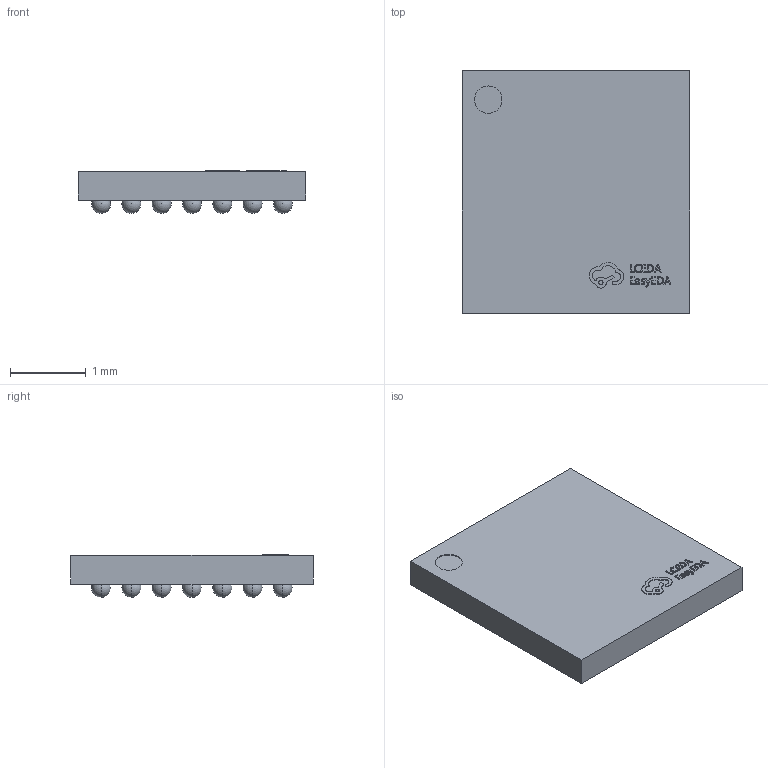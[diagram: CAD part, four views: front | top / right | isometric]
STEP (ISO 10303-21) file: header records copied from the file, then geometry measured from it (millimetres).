
FILE_DESCRIPTION (( 'STEP AP214' ), '1' );
FILE_NAME ('WLCSP-49_L3.0-W3.2-R7-C7-P0.40-TL.STEP', '2022-11-04T16:55:13', ( '微软用户' ), ( '微软中国' ), 'SwSTEP 2.0', 'SolidWorks 2020', '' );
FILE_SCHEMA (( 'AUTOMOTIVE_DESIGN' ));
Length unit declared in the file: millimetre
Products named in the file (1): WLCSP-49_L3.0-W3.2-R7-C7-P0.40-TL
Bounding box: 3 x 3.2 x 0.56 mm (x, y, z)
Volume: 4 mm3; surface area: 28.7 mm2
Topology: 1 solids, 1 shells, 331 faces, 1074 edges, 716 vertices
Faces by surface type: plane 133, sphere 98, bspline 98, cylinder 2
Entity records: 14222 total; most frequent: CARTESIAN_POINT 3036, ORIENTED_EDGE 1658, DIRECTION 1297, EDGE_CURVE 829, VERTEX_POINT 569, AXIS2_PLACEMENT_3D 434, LINE 429, VECTOR 429
